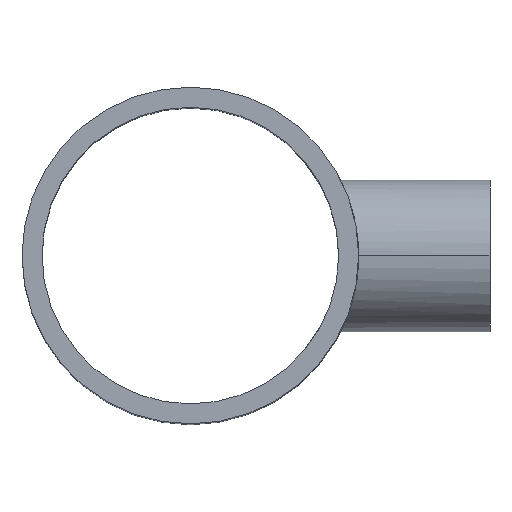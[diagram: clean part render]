
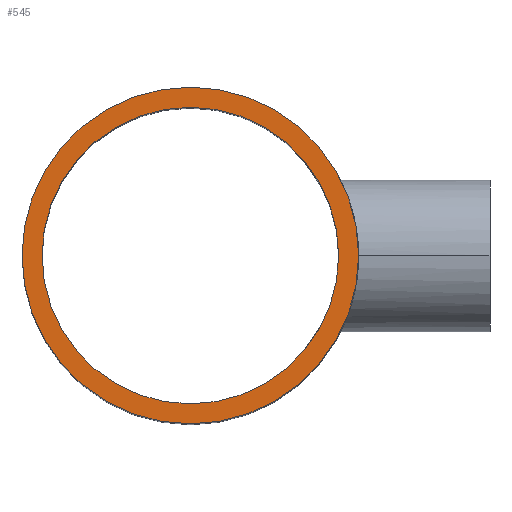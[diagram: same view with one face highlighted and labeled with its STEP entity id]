
A CAD part, top view. The second image highlights one B-rep face of the part: STEP entity #545.
In plain terms, the highlighted planar face has unit normal (0, 0, 1).
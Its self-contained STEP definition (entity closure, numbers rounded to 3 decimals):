
#3 = ORIENTED_EDGE ( 'NONE', *, *, #521, .F. ) ;
#13 = CARTESIAN_POINT ( 'NONE',  ( 0., 0., 287.5 ) ) ;
#15 = DIRECTION ( 'NONE',  ( 0., 0., 1. ) ) ;
#17 = CARTESIAN_POINT ( 'NONE',  ( 0., 0., 287.5 ) ) ;
#55 = EDGE_CURVE ( 'NONE', #434, #91, #115, .T. ) ;
#67 = CIRCLE ( 'NONE', #712, 156.4 ) ;
#73 = ORIENTED_EDGE ( 'NONE', *, *, #245, .T. ) ;
#87 = DIRECTION ( 'NONE',  ( 1., 0., 0. ) ) ;
#91 = VERTEX_POINT ( 'NONE', #98 ) ;
#98 = CARTESIAN_POINT ( 'NONE',  ( 177.5, 0., 287.5 ) ) ;
#102 = EDGE_LOOP ( 'NONE', ( #3, #419 ) ) ;
#115 = CIRCLE ( 'NONE', #215, 177.5 ) ;
#136 = PLANE ( 'NONE',  #689 ) ;
#137 = VERTEX_POINT ( 'NONE', #313 ) ;
#149 = CARTESIAN_POINT ( 'NONE',  ( -156.4, 0., 287.5 ) ) ;
#160 = AXIS2_PLACEMENT_3D ( 'NONE', #667, #15, #409 ) ;
#180 = FACE_BOUND ( 'NONE', #102, .T. ) ;
#182 = DIRECTION ( 'NONE',  ( 0., 0., 1. ) ) ;
#215 = AXIS2_PLACEMENT_3D ( 'NONE', #13, #182, #87 ) ;
#245 = EDGE_CURVE ( 'NONE', #91, #434, #278, .T. ) ;
#246 = FACE_OUTER_BOUND ( 'NONE', #260, .T. ) ;
#260 = EDGE_LOOP ( 'NONE', ( #470, #73 ) ) ;
#278 = CIRCLE ( 'NONE', #160, 177.5 ) ;
#286 = AXIS2_PLACEMENT_3D ( 'NONE', #17, #513, #304 ) ;
#303 = CIRCLE ( 'NONE', #286, 156.4 ) ;
#304 = DIRECTION ( 'NONE',  ( 1., 0., 0. ) ) ;
#310 = DIRECTION ( 'NONE',  ( 1., 0., 0. ) ) ;
#313 = CARTESIAN_POINT ( 'NONE',  ( 156.4, 0., 287.5 ) ) ;
#357 = DIRECTION ( 'NONE',  ( 1., 0., 0. ) ) ;
#365 = CARTESIAN_POINT ( 'NONE',  ( 0., 0., 287.5 ) ) ;
#406 = DIRECTION ( 'NONE',  ( 0., 0., 1. ) ) ;
#409 = DIRECTION ( 'NONE',  ( 1., 0., 0. ) ) ;
#419 = ORIENTED_EDGE ( 'NONE', *, *, #457, .F. ) ;
#434 = VERTEX_POINT ( 'NONE', #565 ) ;
#457 = EDGE_CURVE ( 'NONE', #137, #580, #67, .T. ) ;
#470 = ORIENTED_EDGE ( 'NONE', *, *, #55, .T. ) ;
#513 = DIRECTION ( 'NONE',  ( 0., 0., 1. ) ) ;
#521 = EDGE_CURVE ( 'NONE', #580, #137, #303, .T. ) ;
#527 = DIRECTION ( 'NONE',  ( 0., 0., 1. ) ) ;
#545 = ADVANCED_FACE ( 'NONE', ( #246, #180 ), #136, .T. ) ;
#565 = CARTESIAN_POINT ( 'NONE',  ( -177.5, 0., 287.5 ) ) ;
#580 = VERTEX_POINT ( 'NONE', #149 ) ;
#628 = CARTESIAN_POINT ( 'NONE',  ( 0., 0., 287.5 ) ) ;
#667 = CARTESIAN_POINT ( 'NONE',  ( 0., 0., 287.5 ) ) ;
#689 = AXIS2_PLACEMENT_3D ( 'NONE', #365, #527, #357 ) ;
#712 = AXIS2_PLACEMENT_3D ( 'NONE', #628, #406, #310 ) ;
